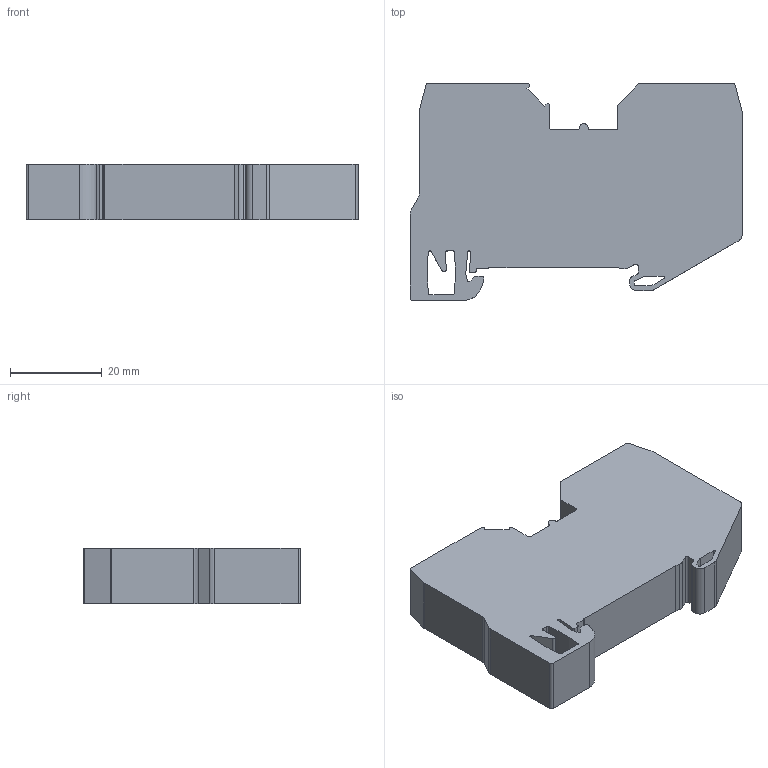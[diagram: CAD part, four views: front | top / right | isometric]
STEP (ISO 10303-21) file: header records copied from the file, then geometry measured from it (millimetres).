
FILE_DESCRIPTION(/* description */ (''),/* implementation_level */ '2;1');
FILE_NAME(/* name */ '3299_FSL_16_2A.stp',/* time_stamp */ '2020-05-18T12:28:46+02:00',/* author */ (''),/* organization */ (''),/* preprocessor_version */ 'ST-DEVELOPER v16.7',/* originating_system */ 'SIEMENS PLM Software NX 12.0',/* authorisation */ '');
FILE_SCHEMA (('AUTOMOTIVE_DESIGN { 1 0 10303 214 3 1 1 1 }'));
Length unit declared in the file: millimetre
Products named in the file (1): scho2F2CFF67zhdt
Bounding box: 72.4 x 47.3 x 12.1 mm (x, y, z)
Volume: 32775 mm3; surface area: 9456.5 mm2
Topology: 1 solids, 1 shells, 166 faces, 472 edges, 312 vertices
Faces by surface type: plane 81, cylinder 77, extrusion 8
Entity records: 5498 total; most frequent: DIRECTION 984, CARTESIAN_POINT 951, ORIENTED_EDGE 944, EDGE_CURVE 472, AXIS2_PLACEMENT_3D 337, VERTEX_POINT 312, VECTOR 310, LINE 302
